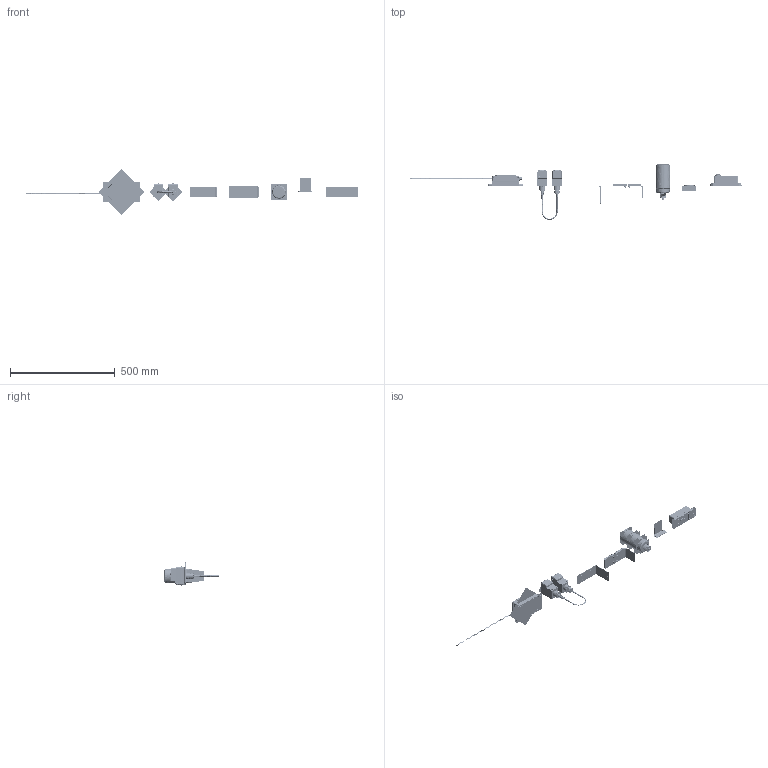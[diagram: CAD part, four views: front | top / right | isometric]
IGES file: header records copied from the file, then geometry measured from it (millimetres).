
Start section:  PTC IGES file: 217896.igs
Global section: file name: 217896.igs; native system: Creo Parametric by PTC Inc.; preprocessor: 2019292; author: PDMAdmin; organization: Unknown; date: 20200708.171024; units: millimetre
Bounding box: 1582.54 x 265.47 x 220.65 mm (x, y, z)
Volume: 691656.9 mm3; surface area: 4981210.6 mm2
Topology: 106 solids, 109 shells, 21920 faces, 112991 edges, 144686 vertices
Faces by surface type: revolution 11404, bspline 10484, extrusion 32
